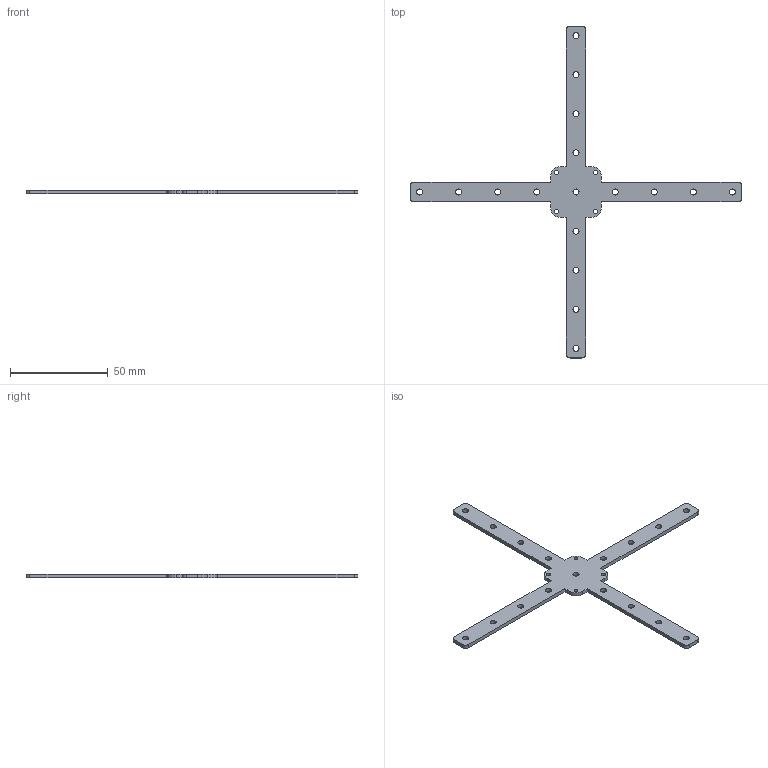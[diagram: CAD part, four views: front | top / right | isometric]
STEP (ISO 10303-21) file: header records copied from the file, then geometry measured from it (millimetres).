
FILE_DESCRIPTION(/* description */ (''),/* implementation_level */ '2;1');
FILE_NAME(/* name */ '零部件666.step',/* time_stamp */ '2021-10-28T23:37:57+08:00',/* author */ (''),/* organization */ (''),/* preprocessor_version */ 'ST-DEVELOPER v18.1',/* originating_system */ 'Autodesk Translation Framework v10.10.0.1391',/* authorisation */ '');
FILE_SCHEMA (('AUTOMOTIVE_DESIGN { 1 0 10303 214 3 1 1 }'));
Length unit declared in the file: millimetre
Products named in the file (1): Fusion 零部件
Bounding box: 170 x 170 x 2 mm (x, y, z)
Volume: 6772.3 mm3; surface area: 8484.1 mm2
Topology: 1 solids, 1 shells, 55 faces, 159 edges, 106 vertices
Faces by surface type: cylinder 33, plane 22
Full cylindrical faces by diameter (mm): 2.05 x4, 3.1 x17
Entity records: 1956 total; most frequent: DIRECTION 337, CARTESIAN_POINT 321, ORIENTED_EDGE 318, EDGE_CURVE 159, AXIS2_PLACEMENT_3D 122, VERTEX_POINT 106, EDGE_LOOP 97, LINE 93
